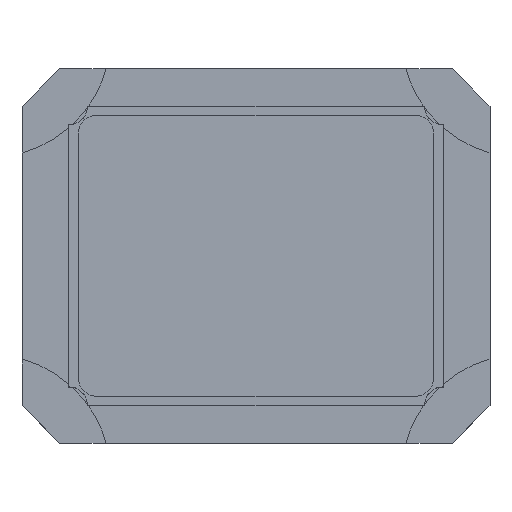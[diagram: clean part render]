
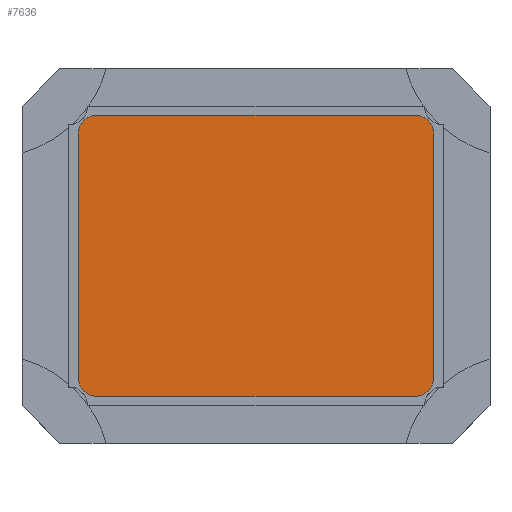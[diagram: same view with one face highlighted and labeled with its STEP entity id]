
A CAD part, top view. The second image highlights one B-rep face of the part: STEP entity #7636.
In plain terms, the highlighted planar face has unit normal (0, 0, 1).
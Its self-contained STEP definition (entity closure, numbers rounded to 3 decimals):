
#7027 = CYLINDRICAL_SURFACE('',#7028,0.1);
#7028 = AXIS2_PLACEMENT_3D('',#7029,#7030,#7031);
#7029 = CARTESIAN_POINT('',(-0.85,-0.65,0.695));
#7030 = DIRECTION('',(0.,0.,-1.));
#7031 = DIRECTION('',(1.,0.,0.));
#7055 = PLANE('',#7056);
#7056 = AXIS2_PLACEMENT_3D('',#7057,#7058,#7059);
#7057 = CARTESIAN_POINT('',(-0.95,-0.65,0.695));
#7058 = DIRECTION('',(-1.,0.,0.));
#7059 = DIRECTION('',(0.,1.,0.));
#7084 = CYLINDRICAL_SURFACE('',#7085,0.1);
#7085 = AXIS2_PLACEMENT_3D('',#7086,#7087,#7088);
#7086 = CARTESIAN_POINT('',(-0.85,0.65,0.695));
#7087 = DIRECTION('',(0.,0.,-1.));
#7088 = DIRECTION('',(1.,0.,0.));
#7112 = PLANE('',#7113);
#7113 = AXIS2_PLACEMENT_3D('',#7114,#7115,#7116);
#7114 = CARTESIAN_POINT('',(-0.85,0.75,0.695));
#7115 = DIRECTION('',(0.,1.,0.));
#7116 = DIRECTION('',(1.,0.,0.));
#7141 = CYLINDRICAL_SURFACE('',#7142,0.1);
#7142 = AXIS2_PLACEMENT_3D('',#7143,#7144,#7145);
#7143 = CARTESIAN_POINT('',(0.85,0.65,0.695));
#7144 = DIRECTION('',(0.,0.,-1.));
#7145 = DIRECTION('',(1.,0.,0.));
#7169 = PLANE('',#7170);
#7170 = AXIS2_PLACEMENT_3D('',#7171,#7172,#7173);
#7171 = CARTESIAN_POINT('',(0.95,0.65,0.695));
#7172 = DIRECTION('',(1.,0.,0.));
#7173 = DIRECTION('',(0.,-1.,0.));
#7198 = CYLINDRICAL_SURFACE('',#7199,0.1);
#7199 = AXIS2_PLACEMENT_3D('',#7200,#7201,#7202);
#7200 = CARTESIAN_POINT('',(0.85,-0.65,0.695));
#7201 = DIRECTION('',(0.,0.,-1.));
#7202 = DIRECTION('',(1.,0.,0.));
#7224 = PLANE('',#7225);
#7225 = AXIS2_PLACEMENT_3D('',#7226,#7227,#7228);
#7226 = CARTESIAN_POINT('',(0.85,-0.75,0.695));
#7227 = DIRECTION('',(0.,-1.,0.));
#7228 = DIRECTION('',(-1.,0.,0.));
#7240 = VERTEX_POINT('',#7241);
#7241 = CARTESIAN_POINT('',(-0.95,-0.65,0.745));
#7262 = EDGE_CURVE('',#7240,#7263,#7265,.T.);
#7263 = VERTEX_POINT('',#7264);
#7264 = CARTESIAN_POINT('',(-0.85,-0.75,0.745));
#7265 = SURFACE_CURVE('',#7266,(#7271,#7278),.PCURVE_S1.);
#7266 = CIRCLE('',#7267,0.1);
#7267 = AXIS2_PLACEMENT_3D('',#7268,#7269,#7270);
#7268 = CARTESIAN_POINT('',(-0.85,-0.65,0.745));
#7269 = DIRECTION('',(0.,0.,1.));
#7270 = DIRECTION('',(1.,0.,0.));
#7271 = PCURVE('',#7027,#7272);
#7272 = DEFINITIONAL_REPRESENTATION('',(#7273),#7277);
#7273 = LINE('',#7274,#7275);
#7274 = CARTESIAN_POINT('',(-0.,-0.05));
#7275 = VECTOR('',#7276,1.);
#7276 = DIRECTION('',(-1.,0.));
#7277 = ( GEOMETRIC_REPRESENTATION_CONTEXT(2) 
PARAMETRIC_REPRESENTATION_CONTEXT() REPRESENTATION_CONTEXT('2D SPACE',''
  ) );
#7278 = PCURVE('',#7279,#7284);
#7279 = PLANE('',#7280);
#7280 = AXIS2_PLACEMENT_3D('',#7281,#7282,#7283);
#7281 = CARTESIAN_POINT('',(0.,0.,0.745)
  );
#7282 = DIRECTION('',(0.,0.,1.));
#7283 = DIRECTION('',(0.,1.,0.));
#7284 = DEFINITIONAL_REPRESENTATION('',(#7285),#7289);
#7285 = CIRCLE('',#7286,0.1);
#7286 = AXIS2_PLACEMENT_2D('',#7287,#7288);
#7287 = CARTESIAN_POINT('',(-0.65,0.85));
#7288 = DIRECTION('',(0.,-1.));
#7289 = ( GEOMETRIC_REPRESENTATION_CONTEXT(2) 
PARAMETRIC_REPRESENTATION_CONTEXT() REPRESENTATION_CONTEXT('2D SPACE',''
  ) );
#7317 = VERTEX_POINT('',#7318);
#7318 = CARTESIAN_POINT('',(0.85,-0.75,0.745));
#7339 = EDGE_CURVE('',#7317,#7263,#7340,.T.);
#7340 = SURFACE_CURVE('',#7341,(#7345,#7352),.PCURVE_S1.);
#7341 = LINE('',#7342,#7343);
#7342 = CARTESIAN_POINT('',(0.85,-0.75,0.745));
#7343 = VECTOR('',#7344,1.);
#7344 = DIRECTION('',(-1.,0.,0.));
#7345 = PCURVE('',#7224,#7346);
#7346 = DEFINITIONAL_REPRESENTATION('',(#7347),#7351);
#7347 = LINE('',#7348,#7349);
#7348 = CARTESIAN_POINT('',(0.,-0.05));
#7349 = VECTOR('',#7350,1.);
#7350 = DIRECTION('',(1.,0.));
#7351 = ( GEOMETRIC_REPRESENTATION_CONTEXT(2) 
PARAMETRIC_REPRESENTATION_CONTEXT() REPRESENTATION_CONTEXT('2D SPACE',''
  ) );
#7352 = PCURVE('',#7279,#7353);
#7353 = DEFINITIONAL_REPRESENTATION('',(#7354),#7358);
#7354 = LINE('',#7355,#7356);
#7355 = CARTESIAN_POINT('',(-0.75,-0.85));
#7356 = VECTOR('',#7357,1.);
#7357 = DIRECTION('',(0.,1.));
#7358 = ( GEOMETRIC_REPRESENTATION_CONTEXT(2) 
PARAMETRIC_REPRESENTATION_CONTEXT() REPRESENTATION_CONTEXT('2D SPACE',''
  ) );
#7366 = EDGE_CURVE('',#7317,#7367,#7369,.T.);
#7367 = VERTEX_POINT('',#7368);
#7368 = CARTESIAN_POINT('',(0.95,-0.65,0.745));
#7369 = SURFACE_CURVE('',#7370,(#7375,#7382),.PCURVE_S1.);
#7370 = CIRCLE('',#7371,0.1);
#7371 = AXIS2_PLACEMENT_3D('',#7372,#7373,#7374);
#7372 = CARTESIAN_POINT('',(0.85,-0.65,0.745));
#7373 = DIRECTION('',(0.,0.,1.));
#7374 = DIRECTION('',(1.,0.,0.));
#7375 = PCURVE('',#7198,#7376);
#7376 = DEFINITIONAL_REPRESENTATION('',(#7377),#7381);
#7377 = LINE('',#7378,#7379);
#7378 = CARTESIAN_POINT('',(-0.,-0.05));
#7379 = VECTOR('',#7380,1.);
#7380 = DIRECTION('',(-1.,0.));
#7381 = ( GEOMETRIC_REPRESENTATION_CONTEXT(2) 
PARAMETRIC_REPRESENTATION_CONTEXT() REPRESENTATION_CONTEXT('2D SPACE',''
  ) );
#7382 = PCURVE('',#7279,#7383);
#7383 = DEFINITIONAL_REPRESENTATION('',(#7384),#7388);
#7384 = CIRCLE('',#7385,0.1);
#7385 = AXIS2_PLACEMENT_2D('',#7386,#7387);
#7386 = CARTESIAN_POINT('',(-0.65,-0.85));
#7387 = DIRECTION('',(0.,-1.));
#7388 = ( GEOMETRIC_REPRESENTATION_CONTEXT(2) 
PARAMETRIC_REPRESENTATION_CONTEXT() REPRESENTATION_CONTEXT('2D SPACE',''
  ) );
#7416 = VERTEX_POINT('',#7417);
#7417 = CARTESIAN_POINT('',(0.95,0.65,0.745));
#7438 = EDGE_CURVE('',#7416,#7367,#7439,.T.);
#7439 = SURFACE_CURVE('',#7440,(#7444,#7451),.PCURVE_S1.);
#7440 = LINE('',#7441,#7442);
#7441 = CARTESIAN_POINT('',(0.95,0.65,0.745));
#7442 = VECTOR('',#7443,1.);
#7443 = DIRECTION('',(0.,-1.,0.));
#7444 = PCURVE('',#7169,#7445);
#7445 = DEFINITIONAL_REPRESENTATION('',(#7446),#7450);
#7446 = LINE('',#7447,#7448);
#7447 = CARTESIAN_POINT('',(0.,-0.05));
#7448 = VECTOR('',#7449,1.);
#7449 = DIRECTION('',(1.,0.));
#7450 = ( GEOMETRIC_REPRESENTATION_CONTEXT(2) 
PARAMETRIC_REPRESENTATION_CONTEXT() REPRESENTATION_CONTEXT('2D SPACE',''
  ) );
#7451 = PCURVE('',#7279,#7452);
#7452 = DEFINITIONAL_REPRESENTATION('',(#7453),#7457);
#7453 = LINE('',#7454,#7455);
#7454 = CARTESIAN_POINT('',(0.65,-0.95));
#7455 = VECTOR('',#7456,1.);
#7456 = DIRECTION('',(-1.,0.));
#7457 = ( GEOMETRIC_REPRESENTATION_CONTEXT(2) 
PARAMETRIC_REPRESENTATION_CONTEXT() REPRESENTATION_CONTEXT('2D SPACE',''
  ) );
#7465 = EDGE_CURVE('',#7416,#7466,#7468,.T.);
#7466 = VERTEX_POINT('',#7467);
#7467 = CARTESIAN_POINT('',(0.85,0.75,0.745));
#7468 = SURFACE_CURVE('',#7469,(#7474,#7481),.PCURVE_S1.);
#7469 = CIRCLE('',#7470,0.1);
#7470 = AXIS2_PLACEMENT_3D('',#7471,#7472,#7473);
#7471 = CARTESIAN_POINT('',(0.85,0.65,0.745));
#7472 = DIRECTION('',(0.,0.,1.));
#7473 = DIRECTION('',(1.,0.,0.));
#7474 = PCURVE('',#7141,#7475);
#7475 = DEFINITIONAL_REPRESENTATION('',(#7476),#7480);
#7476 = LINE('',#7477,#7478);
#7477 = CARTESIAN_POINT('',(-0.,-0.05));
#7478 = VECTOR('',#7479,1.);
#7479 = DIRECTION('',(-1.,0.));
#7480 = ( GEOMETRIC_REPRESENTATION_CONTEXT(2) 
PARAMETRIC_REPRESENTATION_CONTEXT() REPRESENTATION_CONTEXT('2D SPACE',''
  ) );
#7481 = PCURVE('',#7279,#7482);
#7482 = DEFINITIONAL_REPRESENTATION('',(#7483),#7487);
#7483 = CIRCLE('',#7484,0.1);
#7484 = AXIS2_PLACEMENT_2D('',#7485,#7486);
#7485 = CARTESIAN_POINT('',(0.65,-0.85));
#7486 = DIRECTION('',(0.,-1.));
#7487 = ( GEOMETRIC_REPRESENTATION_CONTEXT(2) 
PARAMETRIC_REPRESENTATION_CONTEXT() REPRESENTATION_CONTEXT('2D SPACE',''
  ) );
#7515 = VERTEX_POINT('',#7516);
#7516 = CARTESIAN_POINT('',(-0.85,0.75,0.745));
#7537 = EDGE_CURVE('',#7515,#7466,#7538,.T.);
#7538 = SURFACE_CURVE('',#7539,(#7543,#7550),.PCURVE_S1.);
#7539 = LINE('',#7540,#7541);
#7540 = CARTESIAN_POINT('',(-0.85,0.75,0.745));
#7541 = VECTOR('',#7542,1.);
#7542 = DIRECTION('',(1.,0.,0.));
#7543 = PCURVE('',#7112,#7544);
#7544 = DEFINITIONAL_REPRESENTATION('',(#7545),#7549);
#7545 = LINE('',#7546,#7547);
#7546 = CARTESIAN_POINT('',(0.,-0.05));
#7547 = VECTOR('',#7548,1.);
#7548 = DIRECTION('',(1.,0.));
#7549 = ( GEOMETRIC_REPRESENTATION_CONTEXT(2) 
PARAMETRIC_REPRESENTATION_CONTEXT() REPRESENTATION_CONTEXT('2D SPACE',''
  ) );
#7550 = PCURVE('',#7279,#7551);
#7551 = DEFINITIONAL_REPRESENTATION('',(#7552),#7556);
#7552 = LINE('',#7553,#7554);
#7553 = CARTESIAN_POINT('',(0.75,0.85));
#7554 = VECTOR('',#7555,1.);
#7555 = DIRECTION('',(0.,-1.));
#7556 = ( GEOMETRIC_REPRESENTATION_CONTEXT(2) 
PARAMETRIC_REPRESENTATION_CONTEXT() REPRESENTATION_CONTEXT('2D SPACE',''
  ) );
#7564 = EDGE_CURVE('',#7515,#7565,#7567,.T.);
#7565 = VERTEX_POINT('',#7566);
#7566 = CARTESIAN_POINT('',(-0.95,0.65,0.745));
#7567 = SURFACE_CURVE('',#7568,(#7573,#7580),.PCURVE_S1.);
#7568 = CIRCLE('',#7569,0.1);
#7569 = AXIS2_PLACEMENT_3D('',#7570,#7571,#7572);
#7570 = CARTESIAN_POINT('',(-0.85,0.65,0.745));
#7571 = DIRECTION('',(0.,0.,1.));
#7572 = DIRECTION('',(1.,0.,0.));
#7573 = PCURVE('',#7084,#7574);
#7574 = DEFINITIONAL_REPRESENTATION('',(#7575),#7579);
#7575 = LINE('',#7576,#7577);
#7576 = CARTESIAN_POINT('',(-0.,-0.05));
#7577 = VECTOR('',#7578,1.);
#7578 = DIRECTION('',(-1.,0.));
#7579 = ( GEOMETRIC_REPRESENTATION_CONTEXT(2) 
PARAMETRIC_REPRESENTATION_CONTEXT() REPRESENTATION_CONTEXT('2D SPACE',''
  ) );
#7580 = PCURVE('',#7279,#7581);
#7581 = DEFINITIONAL_REPRESENTATION('',(#7582),#7586);
#7582 = CIRCLE('',#7583,0.1);
#7583 = AXIS2_PLACEMENT_2D('',#7584,#7585);
#7584 = CARTESIAN_POINT('',(0.65,0.85));
#7585 = DIRECTION('',(0.,-1.));
#7586 = ( GEOMETRIC_REPRESENTATION_CONTEXT(2) 
PARAMETRIC_REPRESENTATION_CONTEXT() REPRESENTATION_CONTEXT('2D SPACE',''
  ) );
#7614 = EDGE_CURVE('',#7240,#7565,#7615,.T.);
#7615 = SURFACE_CURVE('',#7616,(#7620,#7627),.PCURVE_S1.);
#7616 = LINE('',#7617,#7618);
#7617 = CARTESIAN_POINT('',(-0.95,-0.65,0.745));
#7618 = VECTOR('',#7619,1.);
#7619 = DIRECTION('',(0.,1.,0.));
#7620 = PCURVE('',#7055,#7621);
#7621 = DEFINITIONAL_REPRESENTATION('',(#7622),#7626);
#7622 = LINE('',#7623,#7624);
#7623 = CARTESIAN_POINT('',(0.,-0.05));
#7624 = VECTOR('',#7625,1.);
#7625 = DIRECTION('',(1.,0.));
#7626 = ( GEOMETRIC_REPRESENTATION_CONTEXT(2) 
PARAMETRIC_REPRESENTATION_CONTEXT() REPRESENTATION_CONTEXT('2D SPACE',''
  ) );
#7627 = PCURVE('',#7279,#7628);
#7628 = DEFINITIONAL_REPRESENTATION('',(#7629),#7633);
#7629 = LINE('',#7630,#7631);
#7630 = CARTESIAN_POINT('',(-0.65,0.95));
#7631 = VECTOR('',#7632,1.);
#7632 = DIRECTION('',(1.,0.));
#7633 = ( GEOMETRIC_REPRESENTATION_CONTEXT(2) 
PARAMETRIC_REPRESENTATION_CONTEXT() REPRESENTATION_CONTEXT('2D SPACE',''
  ) );
#7636 = ADVANCED_FACE('',(#7637),#7279,.T.);
#7637 = FACE_BOUND('',#7638,.F.);
#7638 = EDGE_LOOP('',(#7639,#7640,#7641,#7642,#7643,#7644,#7645,#7646));
#7639 = ORIENTED_EDGE('',*,*,#7614,.T.);
#7640 = ORIENTED_EDGE('',*,*,#7564,.F.);
#7641 = ORIENTED_EDGE('',*,*,#7537,.T.);
#7642 = ORIENTED_EDGE('',*,*,#7465,.F.);
#7643 = ORIENTED_EDGE('',*,*,#7438,.T.);
#7644 = ORIENTED_EDGE('',*,*,#7366,.F.);
#7645 = ORIENTED_EDGE('',*,*,#7339,.T.);
#7646 = ORIENTED_EDGE('',*,*,#7262,.F.);
